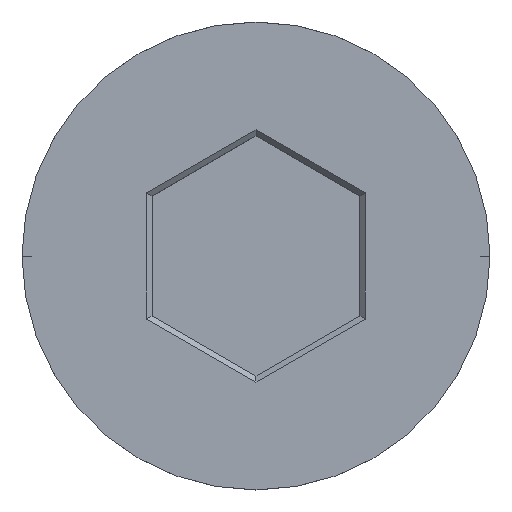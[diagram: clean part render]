
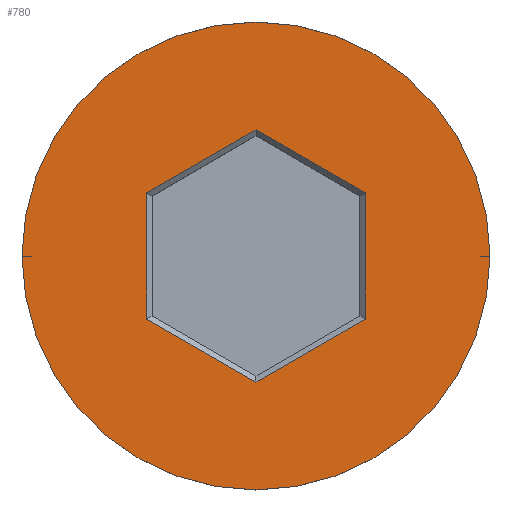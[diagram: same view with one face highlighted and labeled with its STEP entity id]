
A CAD part, top view. The second image highlights one B-rep face of the part: STEP entity #780.
In plain terms, the highlighted planar face has unit normal (0, 0, 1).
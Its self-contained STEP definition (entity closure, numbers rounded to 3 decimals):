
#4 = EDGE_CURVE ( 'NONE', #413, #637, #78, .T. ) ;
#24 = CARTESIAN_POINT ( 'NONE',  ( -0.05, 2.396, 0. ) ) ;
#32 = ORIENTED_EDGE ( 'NONE', *, *, #233, .T. ) ;
#43 = DIRECTION ( 'NONE',  ( 1., 0., 0. ) ) ;
#46 = VERTEX_POINT ( 'NONE', #1209 ) ;
#78 = LINE ( 'NONE', #335, #731 ) ;
#94 = DIRECTION ( 'NONE',  ( 0., -1., 0. ) ) ;
#118 = ORIENTED_EDGE ( 'NONE', *, *, #743, .T. ) ;
#165 = LINE ( 'NONE', #1297, #583 ) ;
#168 = FACE_OUTER_BOUND ( 'NONE', #774, .T. ) ;
#177 = VECTOR ( 'NONE', #579, 1000. ) ;
#196 = VECTOR ( 'NONE', #349, 1000. ) ;
#220 = CIRCLE ( 'NONE', #1494, 4.5 ) ;
#225 = VERTEX_POINT ( 'NONE', #840 ) ;
#229 = CARTESIAN_POINT ( 'NONE',  ( 2.1, -1.212, 0. ) ) ;
#233 = EDGE_CURVE ( 'NONE', #225, #728, #220, .T. ) ;
#241 = AXIS2_PLACEMENT_3D ( 'NONE', #567, #655, #1159 ) ;
#270 = AXIS2_PLACEMENT_3D ( 'NONE', #1400, #279, #43 ) ;
#274 = CARTESIAN_POINT ( 'NONE',  ( -4.5, 0., 0. ) ) ;
#279 = DIRECTION ( 'NONE',  ( 0., 0., 1. ) ) ;
#280 = EDGE_CURVE ( 'NONE', #758, #46, #1072, .T. ) ;
#335 = CARTESIAN_POINT ( 'NONE',  ( 2.1, -1.155, 0. ) ) ;
#338 = LINE ( 'NONE', #1440, #504 ) ;
#349 = DIRECTION ( 'NONE',  ( 0., 1., 0. ) ) ;
#401 = FACE_BOUND ( 'NONE', #929, .T. ) ;
#413 = VERTEX_POINT ( 'NONE', #1294 ) ;
#419 = DIRECTION ( 'NONE',  ( -0.866, -0.5, 0. ) ) ;
#457 = EDGE_CURVE ( 'NONE', #781, #758, #818, .T. ) ;
#463 = DIRECTION ( 'NONE',  ( 1., 0., 0. ) ) ;
#504 = VECTOR ( 'NONE', #1086, 1000. ) ;
#567 = CARTESIAN_POINT ( 'NONE',  ( 0., 0., 0. ) ) ;
#572 = EDGE_CURVE ( 'NONE', #1441, #413, #338, .T. ) ;
#579 = DIRECTION ( 'NONE',  ( -0.866, 0.5, 0. ) ) ;
#583 = VECTOR ( 'NONE', #419, 1000. ) ;
#637 = VERTEX_POINT ( 'NONE', #229 ) ;
#638 = CARTESIAN_POINT ( 'NONE',  ( 0., -2.425, 0. ) ) ;
#650 = CARTESIAN_POINT ( 'NONE',  ( 0., 2.425, 0. ) ) ;
#655 = DIRECTION ( 'NONE',  ( 0., 0., 1. ) ) ;
#728 = VERTEX_POINT ( 'NONE', #274 ) ;
#730 = ORIENTED_EDGE ( 'NONE', *, *, #280, .T. ) ;
#731 = VECTOR ( 'NONE', #94, 1000. ) ;
#742 = ORIENTED_EDGE ( 'NONE', *, *, #1099, .T. ) ;
#743 = EDGE_CURVE ( 'NONE', #46, #1441, #1265, .T. ) ;
#758 = VERTEX_POINT ( 'NONE', #1533 ) ;
#774 = EDGE_LOOP ( 'NONE', ( #32, #742 ) ) ;
#780 = ADVANCED_FACE ( 'NONE', ( #401, #168 ), #1437, .T. ) ;
#781 = VERTEX_POINT ( 'NONE', #638 ) ;
#791 = CIRCLE ( 'NONE', #270, 4.5 ) ;
#813 = CARTESIAN_POINT ( 'NONE',  ( -2.1, 1.155, 0. ) ) ;
#818 = LINE ( 'NONE', #1586, #177 ) ;
#840 = CARTESIAN_POINT ( 'NONE',  ( 4.5, 0., 0. ) ) ;
#847 = DIRECTION ( 'NONE',  ( 0., 0., 1. ) ) ;
#859 = ORIENTED_EDGE ( 'NONE', *, *, #457, .T. ) ;
#929 = EDGE_LOOP ( 'NONE', ( #730, #118, #1520, #1300, #1414, #859 ) ) ;
#1037 = DIRECTION ( 'NONE',  ( 0.866, 0.5, 0. ) ) ;
#1072 = LINE ( 'NONE', #813, #196 ) ;
#1077 = EDGE_CURVE ( 'NONE', #637, #781, #165, .T. ) ;
#1086 = DIRECTION ( 'NONE',  ( 0.866, -0.5, 0. ) ) ;
#1099 = EDGE_CURVE ( 'NONE', #728, #225, #791, .T. ) ;
#1159 = DIRECTION ( 'NONE',  ( 1., 0., 0. ) ) ;
#1209 = CARTESIAN_POINT ( 'NONE',  ( -2.1, 1.212, 0. ) ) ;
#1219 = VECTOR ( 'NONE', #1037, 1000. ) ;
#1265 = LINE ( 'NONE', #24, #1219 ) ;
#1294 = CARTESIAN_POINT ( 'NONE',  ( 2.1, 1.212, 0. ) ) ;
#1297 = CARTESIAN_POINT ( 'NONE',  ( 0.05, -2.396, 0. ) ) ;
#1300 = ORIENTED_EDGE ( 'NONE', *, *, #4, .T. ) ;
#1400 = CARTESIAN_POINT ( 'NONE',  ( 0., 0., 0. ) ) ;
#1414 = ORIENTED_EDGE ( 'NONE', *, *, #1077, .T. ) ;
#1437 = PLANE ( 'NONE',  #241 ) ;
#1440 = CARTESIAN_POINT ( 'NONE',  ( 2.05, 1.241, 0. ) ) ;
#1441 = VERTEX_POINT ( 'NONE', #650 ) ;
#1494 = AXIS2_PLACEMENT_3D ( 'NONE', #1582, #847, #463 ) ;
#1520 = ORIENTED_EDGE ( 'NONE', *, *, #572, .T. ) ;
#1533 = CARTESIAN_POINT ( 'NONE',  ( -2.1, -1.212, 0. ) ) ;
#1582 = CARTESIAN_POINT ( 'NONE',  ( 0., 0., 0. ) ) ;
#1586 = CARTESIAN_POINT ( 'NONE',  ( -2.05, -1.241, 0. ) ) ;
